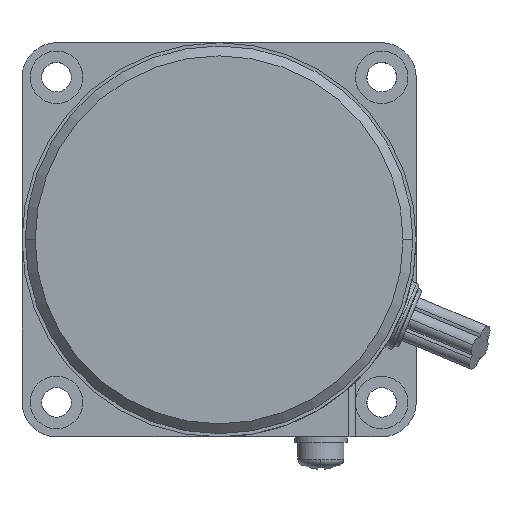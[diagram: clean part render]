
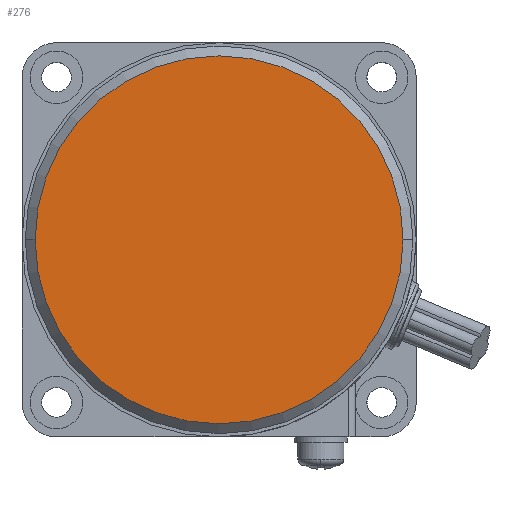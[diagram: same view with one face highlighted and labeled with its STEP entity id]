
A CAD part, left-side view. The second image highlights one B-rep face of the part: STEP entity #276.
In plain terms, the highlighted planar face has unit normal (-1, 0, 0).
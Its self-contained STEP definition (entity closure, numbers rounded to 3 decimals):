
#276 = ADVANCED_FACE( '', ( #613 ), #614, .T. );
#613 = FACE_OUTER_BOUND( '', #960, .T. );
#614 = PLANE( '', #961 );
#960 = EDGE_LOOP( '', ( #2229, #2230 ) );
#961 = AXIS2_PLACEMENT_3D( '', #2231, #2232, #2233 );
#2229 = ORIENTED_EDGE( '', *, *, #2388, .F. );
#2230 = ORIENTED_EDGE( '', *, *, #2686, .F. );
#2231 = CARTESIAN_POINT( '', ( -115., 4., 0. ) );
#2232 = DIRECTION( '', ( -1., 0., 0. ) );
#2233 = DIRECTION( '', ( 0., -1., 0. ) );
#2388 = EDGE_CURVE( '', #2881, #2883, #2884, .T. );
#2686 = EDGE_CURVE( '', #2883, #2881, #3373, .T. );
#2881 = VERTEX_POINT( '', #3606 );
#2883 = VERTEX_POINT( '', #3609 );
#2884 = CIRCLE( '', #3610, 28. );
#3373 = CIRCLE( '', #4399, 28. );
#3606 = CARTESIAN_POINT( '', ( -115., 18., 0. ) );
#3609 = CARTESIAN_POINT( '', ( -115., -38., 0. ) );
#3610 = AXIS2_PLACEMENT_3D( '', #4660, #4661, #4662 );
#4399 = AXIS2_PLACEMENT_3D( '', #5236, #5237, #5238 );
#4660 = CARTESIAN_POINT( '', ( -115., -10., 0. ) );
#4661 = DIRECTION( '', ( 1., 0., 0. ) );
#4662 = DIRECTION( '', ( 0., 1., 0. ) );
#5236 = CARTESIAN_POINT( '', ( -115., -10., 0. ) );
#5237 = DIRECTION( '', ( 1., 0., 0. ) );
#5238 = DIRECTION( '', ( 0., 1., 0. ) );
